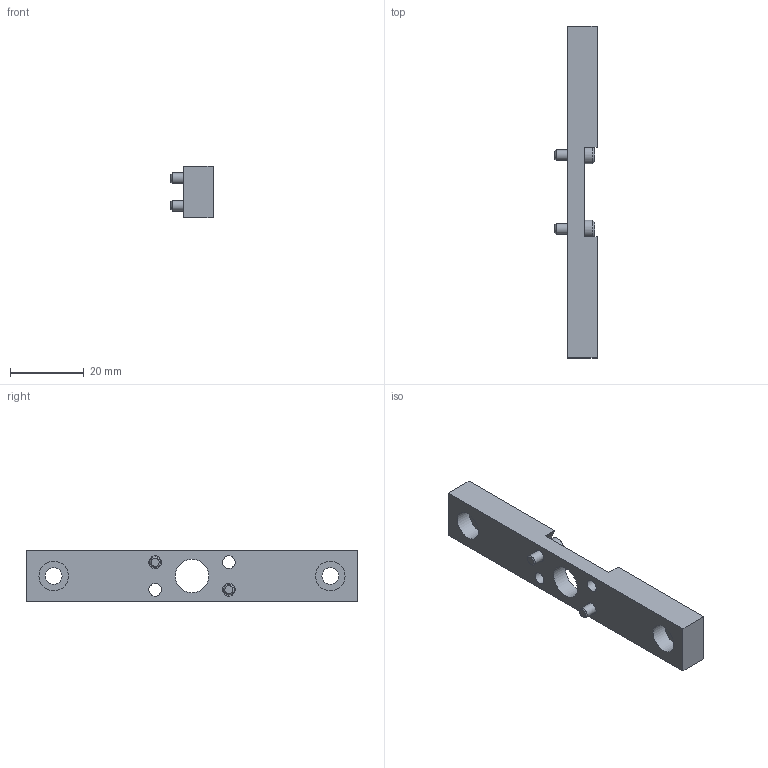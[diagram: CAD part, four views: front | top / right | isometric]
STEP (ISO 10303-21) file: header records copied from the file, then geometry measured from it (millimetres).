
FILE_DESCRIPTION(/* description */ ('STEP AP214'),/* implementation_level */ '2;1');
FILE_NAME(/* name */ '546553_FZF-1_2',/* time_stamp */ '2024-08-28T19:44:42+02:00',/* author */ ('License CC BY-ND 4.0'),/* organization */ ('CADENAS'),/* preprocessor_version */ 'ST-DEVELOPER v19.3',/* originating_system */ 'PARTsolutions',/* authorisation */ ' ');
FILE_SCHEMA (('AUTOMOTIVE_DESIGN {1 0 10303 214 3 1 1}'));
Length unit declared in the file: millimetre
Products named in the file (3): 546553 FZF-1/2---(USA); 546553 FZF-1/2---(USA)_p; 258295 4-48 UNFx5/16''
Assembly tree (1 placements, depth 2):
  546553 FZF-1/2---(USA)
    546553 FZF-1/2---(USA)_p
  258295 4-48 UNFx5/16''
Bounding box: 11.44 x 90 x 14 mm (x, y, z)
Volume: 7928.6 mm3; surface area: 4798.8 mm2
Topology: 3 solids, 3 shells, 49 faces, 107 edges, 70 vertices
Faces by surface type: plane 30, cylinder 15, cone 4
Full cylindrical faces by diameter (mm): 2.845 x2, 3.4 x4, 4.5 x2, 4.648 x2, 8 x2, 9.1 x1
Entity records: 1031 total; most frequent: DIRECTION 172, CARTESIAN_POINT 157, ORIENTED_EDGE 132, AXIS2_PLACEMENT_3D 67, EDGE_CURVE 66, EDGE_LOOP 66, FACE_BOUND 66, VERTEX_POINT 52
